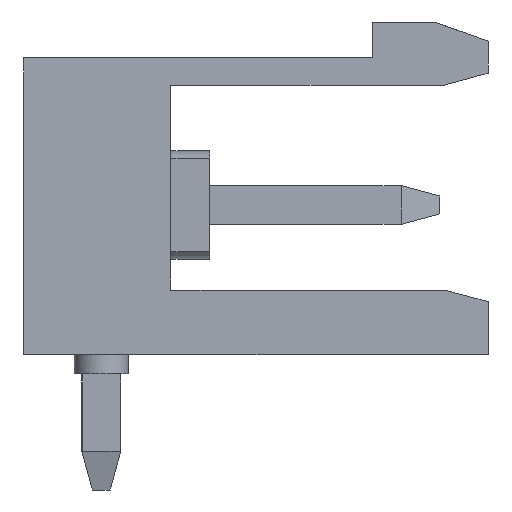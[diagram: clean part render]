
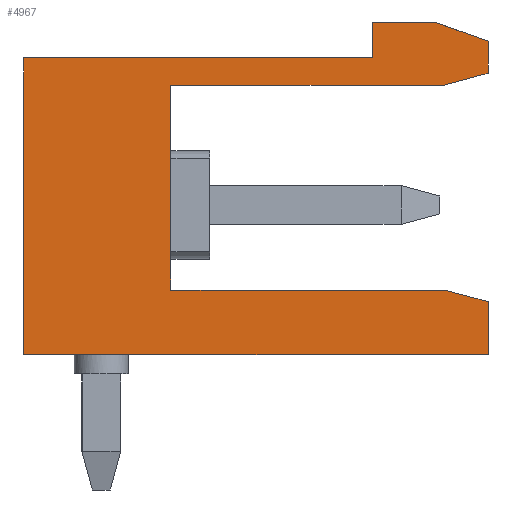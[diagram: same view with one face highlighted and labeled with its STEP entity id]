
A CAD part, left-side view. The second image highlights one B-rep face of the part: STEP entity #4967.
In plain terms, the highlighted face is planar.
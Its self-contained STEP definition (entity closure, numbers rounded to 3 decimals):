
#295=FACE_OUTER_BOUND('',#598,.T.);
#598=EDGE_LOOP('',(#3718,#3719,#3720,#3721,#3722,#3723,#3724,#3725,#3726,
#3727,#3728,#3729,#3730));
#993=LINE('',#7562,#1533);
#1008=LINE('',#7597,#1548);
#1023=LINE('',#7634,#1563);
#1055=LINE('',#7714,#1595);
#1092=LINE('',#7790,#1632);
#1095=LINE('',#7796,#1635);
#1096=LINE('',#7797,#1636);
#1097=LINE('',#7798,#1637);
#1098=LINE('',#7800,#1638);
#1099=LINE('',#7802,#1639);
#1100=LINE('',#7804,#1640);
#1101=LINE('',#7806,#1641);
#1102=LINE('',#7807,#1642);
#1533=VECTOR('',#6203,1.);
#1548=VECTOR('',#6228,1.);
#1563=VECTOR('',#6257,1.);
#1595=VECTOR('',#6327,1.);
#1632=VECTOR('',#6392,1.);
#1635=VECTOR('',#6397,1.);
#1636=VECTOR('',#6398,1.);
#1637=VECTOR('',#6399,1.);
#1638=VECTOR('',#6400,1.);
#1639=VECTOR('',#6401,1.);
#1640=VECTOR('',#6402,1.);
#1641=VECTOR('',#6403,1.);
#1642=VECTOR('',#6404,1.);
#2071=VERTEX_POINT('',#7560);
#2072=VERTEX_POINT('',#7561);
#2084=VERTEX_POINT('',#7590);
#2087=VERTEX_POINT('',#7595);
#2102=VERTEX_POINT('',#7632);
#2127=VERTEX_POINT('',#7711);
#2128=VERTEX_POINT('',#7713);
#2153=VERTEX_POINT('',#7789);
#2155=VERTEX_POINT('',#7795);
#2156=VERTEX_POINT('',#7799);
#2157=VERTEX_POINT('',#7801);
#2158=VERTEX_POINT('',#7803);
#2159=VERTEX_POINT('',#7805);
#2591=EDGE_CURVE('',#2071,#2072,#993,.T.);
#2608=EDGE_CURVE('',#2084,#2087,#1008,.T.);
#2625=EDGE_CURVE('',#2072,#2102,#1023,.T.);
#2664=EDGE_CURVE('',#2127,#2128,#1055,.T.);
#2703=EDGE_CURVE('',#2127,#2153,#1092,.T.);
#2706=EDGE_CURVE('',#2153,#2155,#1095,.T.);
#2707=EDGE_CURVE('',#2155,#2071,#1096,.T.);
#2708=EDGE_CURVE('',#2102,#2084,#1097,.T.);
#2709=EDGE_CURVE('',#2087,#2156,#1098,.T.);
#2710=EDGE_CURVE('',#2156,#2157,#1099,.T.);
#2711=EDGE_CURVE('',#2157,#2158,#1100,.T.);
#2712=EDGE_CURVE('',#2158,#2159,#1101,.T.);
#2713=EDGE_CURVE('',#2159,#2128,#1102,.T.);
#3718=ORIENTED_EDGE('',*,*,#2706,.T.);
#3719=ORIENTED_EDGE('',*,*,#2707,.T.);
#3720=ORIENTED_EDGE('',*,*,#2591,.T.);
#3721=ORIENTED_EDGE('',*,*,#2625,.T.);
#3722=ORIENTED_EDGE('',*,*,#2708,.T.);
#3723=ORIENTED_EDGE('',*,*,#2608,.T.);
#3724=ORIENTED_EDGE('',*,*,#2709,.T.);
#3725=ORIENTED_EDGE('',*,*,#2710,.T.);
#3726=ORIENTED_EDGE('',*,*,#2711,.T.);
#3727=ORIENTED_EDGE('',*,*,#2712,.T.);
#3728=ORIENTED_EDGE('',*,*,#2713,.T.);
#3729=ORIENTED_EDGE('',*,*,#2664,.F.);
#3730=ORIENTED_EDGE('',*,*,#2703,.T.);
#4389=PLANE('',#5356);
#4967=ADVANCED_FACE('',(#295),#4389,.T.);
#5356=AXIS2_PLACEMENT_3D('',#7794,#6395,#6396);
#6203=DIRECTION('',(0.966,0.259,0.));
#6228=DIRECTION('',(-1.,0.,0.));
#6257=DIRECTION('',(0.,1.,0.));
#6327=DIRECTION('',(0.966,-0.259,0.));
#6392=DIRECTION('',(-1.,0.,0.));
#6395=DIRECTION('center_axis',(0.,0.,1.));
#6396=DIRECTION('ref_axis',(1.,0.,0.));
#6397=DIRECTION('',(0.,1.,0.));
#6398=DIRECTION('',(1.,0.,0.));
#6399=DIRECTION('',(-0.94,0.342,0.));
#6400=DIRECTION('',(0.,-1.,0.));
#6401=DIRECTION('',(-1.,0.,0.));
#6402=DIRECTION('',(0.,-1.,0.));
#6403=DIRECTION('',(1.,0.,0.));
#6404=DIRECTION('',(0.,1.,0.));
#7560=CARTESIAN_POINT('',(47.464,44.736,2.54));
#7561=CARTESIAN_POINT('',(48.627,45.048,2.54));
#7562=CARTESIAN_POINT('',(0.,32.018,2.54));
#7590=CARTESIAN_POINT('',(47.253,46.373,2.54));
#7595=CARTESIAN_POINT('',(45.627,46.373,2.54));
#7597=CARTESIAN_POINT('',(0.,46.373,2.54));
#7632=CARTESIAN_POINT('',(48.627,45.873,2.54));
#7634=CARTESIAN_POINT('',(48.627,0.,2.54));
#7711=CARTESIAN_POINT('',(47.507,39.443,2.54));
#7713=CARTESIAN_POINT('',(48.627,39.143,2.54));
#7714=CARTESIAN_POINT('',(0.,52.172,2.54));
#7789=CARTESIAN_POINT('',(40.427,39.443,2.54));
#7790=CARTESIAN_POINT('',(0.,39.443,2.54));
#7794=CARTESIAN_POINT('Origin',(39.845,39.69,2.54));
#7795=CARTESIAN_POINT('',(40.427,44.736,2.54));
#7796=CARTESIAN_POINT('',(40.427,0.,2.54));
#7797=CARTESIAN_POINT('',(0.,44.736,2.54));
#7798=CARTESIAN_POINT('',(0.,63.571,2.54));
#7799=CARTESIAN_POINT('',(45.627,45.443,2.54));
#7800=CARTESIAN_POINT('',(45.627,0.,2.54));
#7801=CARTESIAN_POINT('',(36.627,45.443,2.54));
#7802=CARTESIAN_POINT('',(0.,45.443,2.54));
#7803=CARTESIAN_POINT('',(36.627,37.773,2.54));
#7804=CARTESIAN_POINT('',(36.627,0.,2.54));
#7805=CARTESIAN_POINT('',(48.627,37.773,2.54));
#7806=CARTESIAN_POINT('',(0.,37.773,2.54));
#7807=CARTESIAN_POINT('',(48.627,0.,2.54));
